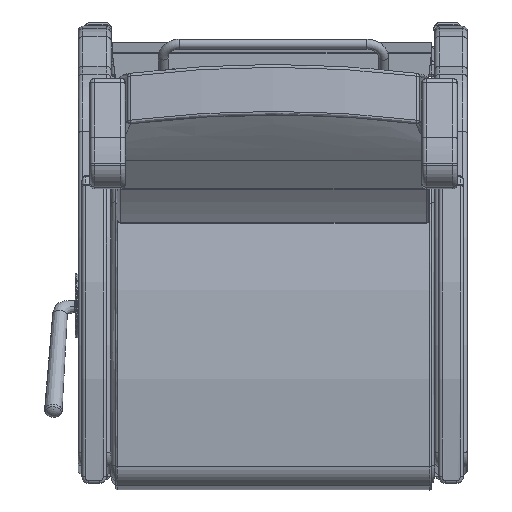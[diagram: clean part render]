
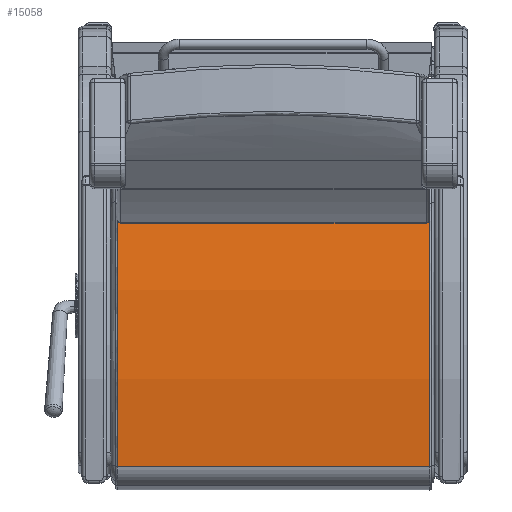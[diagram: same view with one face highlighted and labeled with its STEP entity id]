
A CAD part, front view. The second image highlights one B-rep face of the part: STEP entity #15058.
In plain terms, the highlighted free-form (B-spline) face has degree [3, 1] with [18, 2] control points.
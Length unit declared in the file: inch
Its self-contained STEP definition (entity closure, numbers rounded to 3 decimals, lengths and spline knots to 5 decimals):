
#839=B_SPLINE_SURFACE_WITH_KNOTS('',3,1,((#36804,#36805),(#36806,#36807),
(#36808,#36809),(#36810,#36811),(#36812,#36813),(#36814,#36815),(#36816,
#36817),(#36818,#36819),(#36820,#36821),(#36822,#36823),(#36824,#36825),
(#36826,#36827),(#36828,#36829),(#36830,#36831),(#36832,#36833),(#36834,
#36835),(#36836,#36837),(#36838,#36839)),.UNSPECIFIED.,.F.,.F.,.F.,(4,1,
1,1,1,1,1,1,1,1,1,1,1,1,1,4),(2,2),(-1.69612,-1.66826,
-1.6404,-1.62647,-1.59861,-1.58468,
-1.55682,-1.54289,-1.51503,-1.5011,-1.47324,
-1.45931,-1.43145,-1.41752,-1.38966,
-1.3618),(0.,91.44),.UNSPECIFIED.);
#1190=ELLIPSE('',#17255,60.30357,60.25);
#1192=ELLIPSE('',#17277,60.30357,60.25);
#2297=FACE_OUTER_BOUND('',#3358,.T.);
#3358=EDGE_LOOP('',(#13508,#13509,#13510,#13511));
#4229=LINE('',#36802,#5090);
#4230=LINE('',#36841,#5091);
#5090=VECTOR('',#21935,0.3937);
#5091=VECTOR('',#21938,0.3937);
#7325=VERTEX_POINT('',#36433);
#7326=VERTEX_POINT('',#36434);
#7345=VERTEX_POINT('',#36801);
#7346=VERTEX_POINT('',#36840);
#9384=EDGE_CURVE('',#7325,#7326,#1190,.T.);
#9413=EDGE_CURVE('',#7345,#7326,#4229,.T.);
#9415=EDGE_CURVE('',#7346,#7325,#4230,.T.);
#9416=EDGE_CURVE('',#7345,#7346,#1192,.T.);
#13508=ORIENTED_EDGE('',*,*,#9384,.F.);
#13509=ORIENTED_EDGE('',*,*,#9415,.F.);
#13510=ORIENTED_EDGE('',*,*,#9416,.F.);
#13511=ORIENTED_EDGE('',*,*,#9413,.T.);
#15058=ADVANCED_FACE('',(#2297),#839,.T.);
#17255=AXIS2_PLACEMENT_3D('',#36435,#21884,#21885);
#17277=AXIS2_PLACEMENT_3D('',#36842,#21939,#21940);
#21884=DIRECTION('center_axis',(0.,0.,
-1.));
#21885=DIRECTION('ref_axis',(1.,0.,0.));
#21935=DIRECTION('',(0.,0.,-1.));
#21938=DIRECTION('',(0.,0.,-1.));
#21939=DIRECTION('center_axis',(0.,0.,1.));
#21940=DIRECTION('ref_axis',(1.,0.,0.));
#36433=CARTESIAN_POINT('',(3.60935,-1.68389,0.124));
#36434=CARTESIAN_POINT('',(23.65848,-2.52291,0.124));
#36435=CARTESIAN_POINT('Origin',(11.14546,-61.46156,0.124));
#36801=CARTESIAN_POINT('',(23.65848,-2.52291,23.876));
#36802=CARTESIAN_POINT('',(23.65848,-2.52291,24.));
#36804=CARTESIAN_POINT('Ctrl Pts',(3.60935,-1.68389,24.));
#36805=CARTESIAN_POINT('Ctrl Pts',(3.60935,-1.68389,-12.));
#36806=CARTESIAN_POINT('Ctrl Pts',(4.16497,-1.61396,24.));
#36807=CARTESIAN_POINT('Ctrl Pts',(4.16497,-1.61396,-12.));
#36808=CARTESIAN_POINT('Ctrl Pts',(5.27817,-1.48959,24.));
#36809=CARTESIAN_POINT('Ctrl Pts',(5.27817,-1.48959,-12.));
#36810=CARTESIAN_POINT('Ctrl Pts',(6.67346,-1.3729,24.));
#36811=CARTESIAN_POINT('Ctrl Pts',(6.67346,-1.3729,-12.));
#36812=CARTESIAN_POINT('Ctrl Pts',(8.07078,-1.28537,24.));
#36813=CARTESIAN_POINT('Ctrl Pts',(8.07078,-1.28537,-12.));
#36814=CARTESIAN_POINT('Ctrl Pts',(9.18994,-1.2387,24.));
#36815=CARTESIAN_POINT('Ctrl Pts',(9.18994,-1.2387,-12.));
#36816=CARTESIAN_POINT('Ctrl Pts',(10.5897,-1.20957,24.));
#36817=CARTESIAN_POINT('Ctrl Pts',(10.5897,-1.20957,-12.));
#36818=CARTESIAN_POINT('Ctrl Pts',(11.70984,-1.20965,24.));
#36819=CARTESIAN_POINT('Ctrl Pts',(11.70984,-1.20965,-12.));
#36820=CARTESIAN_POINT('Ctrl Pts',(13.1096,-1.23898,24.));
#36821=CARTESIAN_POINT('Ctrl Pts',(13.1096,-1.23898,-12.));
#36822=CARTESIAN_POINT('Ctrl Pts',(14.22875,-1.28581,24.));
#36823=CARTESIAN_POINT('Ctrl Pts',(14.22875,-1.28581,-12.));
#36824=CARTESIAN_POINT('Ctrl Pts',(15.62606,-1.37354,24.));
#36825=CARTESIAN_POINT('Ctrl Pts',(15.62606,-1.37354,-12.));
#36826=CARTESIAN_POINT('Ctrl Pts',(16.74228,-1.46705,24.));
#36827=CARTESIAN_POINT('Ctrl Pts',(16.74228,-1.46705,-12.));
#36828=CARTESIAN_POINT('Ctrl Pts',(18.1347,-1.61302,24.));
#36829=CARTESIAN_POINT('Ctrl Pts',(18.1347,-1.61302,-12.));
#36830=CARTESIAN_POINT('Ctrl Pts',(19.24603,-1.75304,24.));
#36831=CARTESIAN_POINT('Ctrl Pts',(19.24603,-1.75304,-12.));
#36832=CARTESIAN_POINT('Ctrl Pts',(20.63114,-1.95701,24.));
#36833=CARTESIAN_POINT('Ctrl Pts',(20.63114,-1.95701,-12.));
#36834=CARTESIAN_POINT('Ctrl Pts',(22.01177,-2.18986,24.));
#36835=CARTESIAN_POINT('Ctrl Pts',(22.01177,-2.18986,-12.));
#36836=CARTESIAN_POINT('Ctrl Pts',(23.11066,-2.40681,24.));
#36837=CARTESIAN_POINT('Ctrl Pts',(23.11066,-2.40681,-12.));
#36838=CARTESIAN_POINT('Ctrl Pts',(23.65848,-2.52291,24.));
#36839=CARTESIAN_POINT('Ctrl Pts',(23.65848,-2.52291,-12.));
#36840=CARTESIAN_POINT('',(3.60935,-1.68389,23.876));
#36841=CARTESIAN_POINT('',(3.60935,-1.68389,24.));
#36842=CARTESIAN_POINT('Origin',(11.14546,-61.46156,23.876));
